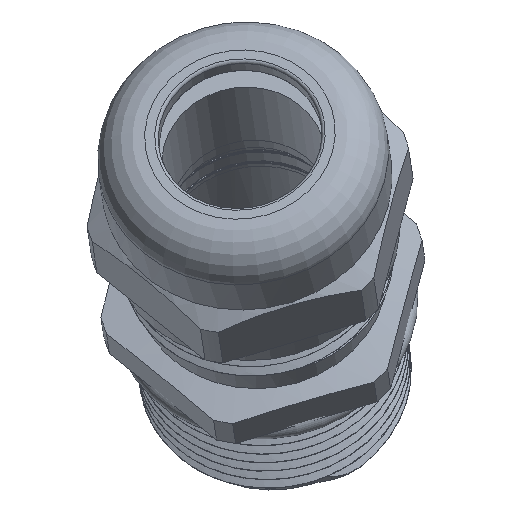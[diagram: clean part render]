
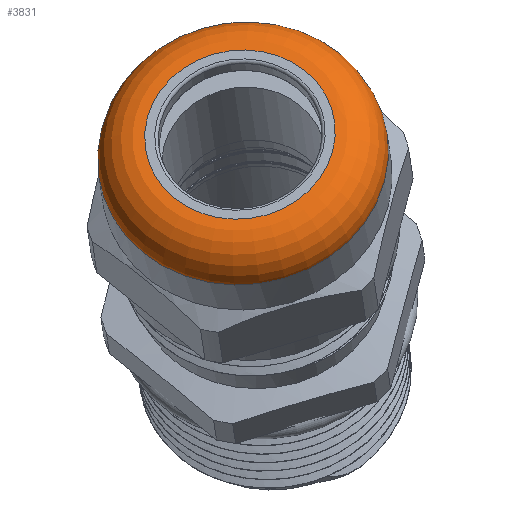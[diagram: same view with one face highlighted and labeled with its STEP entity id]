
A CAD part, left-side view. The second image highlights one B-rep face of the part: STEP entity #3831.
In plain terms, the highlighted toroidal (fillet/blend) face has major radius 7.389 mm and minor radius 3.451 mm.
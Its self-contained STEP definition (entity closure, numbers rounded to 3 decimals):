
#839=FACE_BOUND('',#1164,.T.);
#916=FACE_OUTER_BOUND('',#1163,.T.);
#1163=EDGE_LOOP('',(#2752));
#1164=EDGE_LOOP('',(#2753));
#1432=CIRCLE('',#4118,7.11);
#1450=CIRCLE('',#4156,10.84);
#1677=VERTEX_POINT('',#5832);
#1714=VERTEX_POINT('',#7217);
#2069=EDGE_CURVE('',#1677,#1677,#1432,.T.);
#2124=EDGE_CURVE('',#1714,#1714,#1450,.T.);
#2752=ORIENTED_EDGE('',*,*,#2124,.F.);
#2753=ORIENTED_EDGE('',*,*,#2069,.T.);
#3782=TOROIDAL_SURFACE('',#4155,7.389,3.451);
#3831=ADVANCED_FACE('',(#916,#839),#3782,.T.);
#4118=AXIS2_PLACEMENT_3D('',#5833,#4620,#4621);
#4155=AXIS2_PLACEMENT_3D('',#7216,#4715,#4716);
#4156=AXIS2_PLACEMENT_3D('',#7218,#4717,#4718);
#4620=DIRECTION('center_axis',(1.,0.,0.));
#4621=DIRECTION('ref_axis',(0.,0.,-1.));
#4715=DIRECTION('center_axis',(1.,0.,0.));
#4716=DIRECTION('ref_axis',(0.,0.,-1.));
#4717=DIRECTION('center_axis',(1.,0.,0.));
#4718=DIRECTION('ref_axis',(0.,0.,-1.));
#5832=CARTESIAN_POINT('',(-15.56,7.11,0.));
#5833=CARTESIAN_POINT('Origin',(-15.56,0.,0.));
#7216=CARTESIAN_POINT('Origin',(-12.12,0.,0.));
#7217=CARTESIAN_POINT('',(-12.12,10.84,0.));
#7218=CARTESIAN_POINT('Origin',(-12.12,0.,0.));
